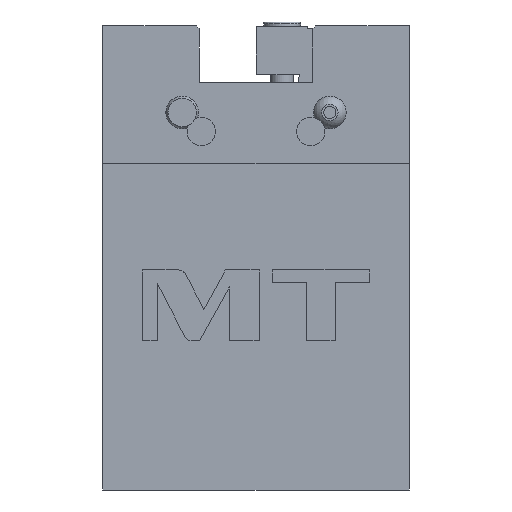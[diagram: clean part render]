
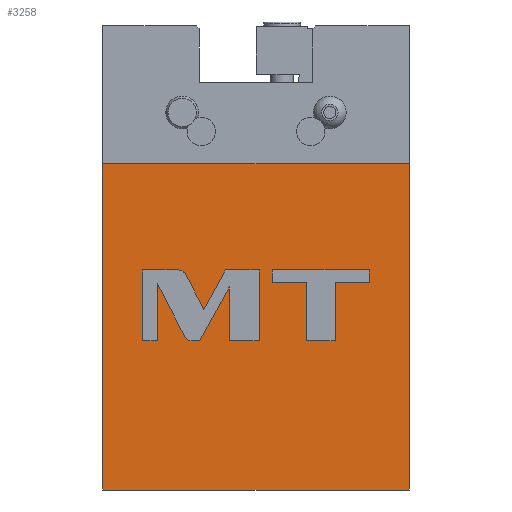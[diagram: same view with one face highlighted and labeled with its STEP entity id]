
A CAD part, left-side view. The second image highlights one B-rep face of the part: STEP entity #3258.
In plain terms, the highlighted planar face has unit normal (-1, 0, 0).
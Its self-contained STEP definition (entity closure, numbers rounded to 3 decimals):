
#444=DIRECTION('',(0.,0.,1.));
#445=VECTOR('',#444,115.);
#446=CARTESIAN_POINT('',(-36.,54.,-65.));
#447=LINE('',#446,#445);
#820=DIRECTION('',(0.,0.,1.));
#821=VECTOR('',#820,115.);
#822=CARTESIAN_POINT('',(-36.,-54.,-65.));
#823=LINE('',#822,#821);
#871=DIRECTION('',(0.,-1.,0.));
#872=VECTOR('',#871,108.);
#873=CARTESIAN_POINT('',(-36.,54.,-65.));
#874=LINE('',#873,#872);
#879=DIRECTION('',(0.,-1.,0.));
#880=VECTOR('',#879,108.);
#881=CARTESIAN_POINT('',(-36.,54.,50.));
#882=LINE('',#881,#880);
#883=CARTESIAN_POINT('',(-36.,24.713,10.872));
#884=CARTESIAN_POINT('',(-36.,25.232,11.876));
#885=CARTESIAN_POINT('',(-36.,26.257,12.5));
#886=CARTESIAN_POINT('',(-36.,27.387,12.5));
#888=DIRECTION('',(0.,1.,0.));
#889=VECTOR('',#888,12.568);
#890=CARTESIAN_POINT('',(-36.,27.387,12.5));
#891=LINE('',#890,#889);
#892=DIRECTION('',(0.,0.,-1.));
#893=VECTOR('',#892,25.);
#894=CARTESIAN_POINT('',(-36.,39.955,12.5));
#895=LINE('',#894,#893);
#896=DIRECTION('',(0.,-1.,0.));
#897=VECTOR('',#896,5.2);
#898=CARTESIAN_POINT('',(-36.,39.955,-12.5));
#899=LINE('',#898,#897);
#900=DIRECTION('',(0.,0.,1.));
#901=VECTOR('',#900,20.253);
#902=CARTESIAN_POINT('',(-36.,34.755,-12.5));
#903=LINE('',#902,#901);
#904=DIRECTION('',(0.,-0.459,-0.888));
#905=VECTOR('',#904,20.967);
#906=CARTESIAN_POINT('',(-36.,34.755,7.753));
#907=LINE('',#906,#905);
#908=CARTESIAN_POINT('',(-36.,25.125,-10.872));
#909=CARTESIAN_POINT('',(-36.,24.605,-11.877));
#910=CARTESIAN_POINT('',(-36.,23.579,-12.5));
#911=CARTESIAN_POINT('',(-36.,22.448,-12.5));
#913=DIRECTION('',(0.,-1.,0.));
#914=VECTOR('',#913,2.608);
#915=CARTESIAN_POINT('',(-36.,22.448,-12.5));
#916=LINE('',#915,#914);
#917=DIRECTION('',(0.,-0.481,0.877));
#918=VECTOR('',#917,21.691);
#919=CARTESIAN_POINT('',(-36.,19.84,-12.5));
#920=LINE('',#919,#918);
#921=DIRECTION('',(0.,0.,-1.));
#922=VECTOR('',#921,19.015);
#923=CARTESIAN_POINT('',(-36.,9.402,6.515));
#924=LINE('',#923,#922);
#925=DIRECTION('',(0.,-1.,0.));
#926=VECTOR('',#925,10.52);
#927=CARTESIAN_POINT('',(-36.,9.402,-12.5));
#928=LINE('',#927,#926);
#929=DIRECTION('',(0.,0.,1.));
#930=VECTOR('',#929,25.);
#931=CARTESIAN_POINT('',(-36.,-1.118,-12.5));
#932=LINE('',#931,#930);
#933=DIRECTION('',(0.,1.,0.));
#934=VECTOR('',#933,11.86);
#935=CARTESIAN_POINT('',(-36.,-1.118,12.5));
#936=LINE('',#935,#934);
#937=DIRECTION('',(0.,0.481,-0.877));
#938=VECTOR('',#937,15.851);
#939=CARTESIAN_POINT('',(-36.,10.742,12.5));
#940=LINE('',#939,#938);
#941=DIRECTION('',(0.,0.459,0.888));
#942=VECTOR('',#941,13.81);
#943=CARTESIAN_POINT('',(-36.,18.37,-1.395));
#944=LINE('',#943,#942);
#945=DIRECTION('',(0.,0.,-1.));
#946=VECTOR('',#945,20.743);
#947=CARTESIAN_POINT('',(-36.,-17.931,8.243));
#948=LINE('',#947,#946);
#949=DIRECTION('',(0.,-1.,0.));
#950=VECTOR('',#949,9.903);
#951=CARTESIAN_POINT('',(-36.,-17.931,-12.5));
#952=LINE('',#951,#950);
#953=DIRECTION('',(0.,0.,1.));
#954=VECTOR('',#953,20.743);
#955=CARTESIAN_POINT('',(-36.,-27.834,-12.5));
#956=LINE('',#955,#954);
#957=DIRECTION('',(0.,-1.,0.));
#958=VECTOR('',#957,12.12);
#959=CARTESIAN_POINT('',(-36.,-27.834,8.243));
#960=LINE('',#959,#958);
#961=DIRECTION('',(0.,0.,1.));
#962=VECTOR('',#961,4.257);
#963=CARTESIAN_POINT('',(-36.,-39.954,8.243));
#964=LINE('',#963,#962);
#965=DIRECTION('',(0.,1.,0.));
#966=VECTOR('',#965,34.143);
#967=CARTESIAN_POINT('',(-36.,-39.954,12.5));
#968=LINE('',#967,#966);
#969=DIRECTION('',(0.,0.,-1.));
#970=VECTOR('',#969,4.257);
#971=CARTESIAN_POINT('',(-36.,-5.811,12.5));
#972=LINE('',#971,#970);
#973=DIRECTION('',(0.,-1.,0.));
#974=VECTOR('',#973,12.12);
#975=CARTESIAN_POINT('',(-36.,-5.811,8.243));
#976=LINE('',#975,#974);
#1619=CARTESIAN_POINT('',(-36.,-54.,50.));
#1620=VERTEX_POINT('',#1619);
#1621=CARTESIAN_POINT('',(-36.,-54.,-65.));
#1622=VERTEX_POINT('',#1621);
#1623=CARTESIAN_POINT('',(-36.,54.,50.));
#1624=VERTEX_POINT('',#1623);
#1625=CARTESIAN_POINT('',(-36.,54.,-65.));
#1626=VERTEX_POINT('',#1625);
#2002=VERTEX_POINT('',#883);
#2003=VERTEX_POINT('',#886);
#2004=CARTESIAN_POINT('',(-36.,39.955,12.5));
#2005=VERTEX_POINT('',#2004);
#2006=CARTESIAN_POINT('',(-36.,39.955,-12.5));
#2007=VERTEX_POINT('',#2006);
#2008=CARTESIAN_POINT('',(-36.,34.755,-12.5));
#2009=VERTEX_POINT('',#2008);
#2010=CARTESIAN_POINT('',(-36.,34.755,7.753));
#2011=VERTEX_POINT('',#2010);
#2012=CARTESIAN_POINT('',(-36.,25.125,-10.872));
#2013=VERTEX_POINT('',#2012);
#2014=VERTEX_POINT('',#911);
#2015=CARTESIAN_POINT('',(-36.,19.84,-12.5));
#2016=VERTEX_POINT('',#2015);
#2017=CARTESIAN_POINT('',(-36.,9.402,6.515));
#2018=VERTEX_POINT('',#2017);
#2019=CARTESIAN_POINT('',(-36.,9.402,-12.5));
#2020=VERTEX_POINT('',#2019);
#2021=CARTESIAN_POINT('',(-36.,-1.118,-12.5));
#2022=VERTEX_POINT('',#2021);
#2023=CARTESIAN_POINT('',(-36.,-1.118,12.5));
#2024=VERTEX_POINT('',#2023);
#2025=CARTESIAN_POINT('',(-36.,10.742,12.5));
#2026=VERTEX_POINT('',#2025);
#2027=CARTESIAN_POINT('',(-36.,18.37,-1.395));
#2028=VERTEX_POINT('',#2027);
#2029=CARTESIAN_POINT('',(-36.,-17.931,8.243));
#2030=CARTESIAN_POINT('',(-36.,-17.931,-12.5));
#2031=VERTEX_POINT('',#2029);
#2032=VERTEX_POINT('',#2030);
#2033=CARTESIAN_POINT('',(-36.,-27.834,-12.5));
#2034=VERTEX_POINT('',#2033);
#2035=CARTESIAN_POINT('',(-36.,-27.834,8.243));
#2036=VERTEX_POINT('',#2035);
#2037=CARTESIAN_POINT('',(-36.,-39.954,8.243));
#2038=VERTEX_POINT('',#2037);
#2039=CARTESIAN_POINT('',(-36.,-39.954,12.5));
#2040=VERTEX_POINT('',#2039);
#2041=CARTESIAN_POINT('',(-36.,-5.811,12.5));
#2042=VERTEX_POINT('',#2041);
#2043=CARTESIAN_POINT('',(-36.,-5.811,8.243));
#2044=VERTEX_POINT('',#2043);
#3196=CARTESIAN_POINT('',(-36.,54.,50.));
#3197=DIRECTION('',(1.,0.,0.));
#3198=DIRECTION('',(0.,0.,-1.));
#3199=AXIS2_PLACEMENT_3D('',#3196,#3197,#3198);
#3200=PLANE('',#3199);
#3201=ORIENTED_EDGE('',*,*,#3102,.F.);
#3202=ORIENTED_EDGE('',*,*,#3188,.F.);
#3203=ORIENTED_EDGE('',*,*,#2558,.T.);
#3205=ORIENTED_EDGE('',*,*,#3204,.T.);
#3206=EDGE_LOOP('',(#3201,#3202,#3203,#3205));
#3207=FACE_OUTER_BOUND('',#3206,.F.);
#3209=ORIENTED_EDGE('',*,*,#3208,.T.);
#3211=ORIENTED_EDGE('',*,*,#3210,.T.);
#3213=ORIENTED_EDGE('',*,*,#3212,.T.);
#3215=ORIENTED_EDGE('',*,*,#3214,.T.);
#3217=ORIENTED_EDGE('',*,*,#3216,.T.);
#3219=ORIENTED_EDGE('',*,*,#3218,.T.);
#3221=ORIENTED_EDGE('',*,*,#3220,.T.);
#3223=ORIENTED_EDGE('',*,*,#3222,.T.);
#3225=ORIENTED_EDGE('',*,*,#3224,.T.);
#3227=ORIENTED_EDGE('',*,*,#3226,.T.);
#3229=ORIENTED_EDGE('',*,*,#3228,.T.);
#3231=ORIENTED_EDGE('',*,*,#3230,.T.);
#3233=ORIENTED_EDGE('',*,*,#3232,.T.);
#3235=ORIENTED_EDGE('',*,*,#3234,.T.);
#3237=ORIENTED_EDGE('',*,*,#3236,.T.);
#3238=EDGE_LOOP('',(#3209,#3211,#3213,#3215,#3217,#3219,#3221,#3223,#3225,#3227,
#3229,#3231,#3233,#3235,#3237));
#3239=FACE_BOUND('',#3238,.F.);
#3241=ORIENTED_EDGE('',*,*,#3240,.T.);
#3243=ORIENTED_EDGE('',*,*,#3242,.T.);
#3245=ORIENTED_EDGE('',*,*,#3244,.T.);
#3247=ORIENTED_EDGE('',*,*,#3246,.T.);
#3249=ORIENTED_EDGE('',*,*,#3248,.T.);
#3251=ORIENTED_EDGE('',*,*,#3250,.T.);
#3253=ORIENTED_EDGE('',*,*,#3252,.T.);
#3255=ORIENTED_EDGE('',*,*,#3254,.T.);
#3256=EDGE_LOOP('',(#3241,#3243,#3245,#3247,#3249,#3251,#3253,#3255));
#3257=FACE_BOUND('',#3256,.F.);
#3258=ADVANCED_FACE('',(#3207,#3239,#3257),#3200,.F.);
#887=B_SPLINE_CURVE_WITH_KNOTS('',3,(#883,#884,#885,#886),.UNSPECIFIED.,.F.,.F.,
(4,4),(0.,1.),.UNSPECIFIED.);
#912=B_SPLINE_CURVE_WITH_KNOTS('',3,(#908,#909,#910,#911),.UNSPECIFIED.,.F.,.F.,
(4,4),(0.,1.),.UNSPECIFIED.);
#2558=EDGE_CURVE('',#1626,#1624,#447,.T.);
#3102=EDGE_CURVE('',#1622,#1620,#823,.T.);
#3188=EDGE_CURVE('',#1626,#1622,#874,.T.);
#3204=EDGE_CURVE('',#1624,#1620,#882,.T.);
#3208=EDGE_CURVE('',#2002,#2003,#887,.T.);
#3210=EDGE_CURVE('',#2003,#2005,#891,.T.);
#3212=EDGE_CURVE('',#2005,#2007,#895,.T.);
#3214=EDGE_CURVE('',#2007,#2009,#899,.T.);
#3216=EDGE_CURVE('',#2009,#2011,#903,.T.);
#3218=EDGE_CURVE('',#2011,#2013,#907,.T.);
#3220=EDGE_CURVE('',#2013,#2014,#912,.T.);
#3222=EDGE_CURVE('',#2014,#2016,#916,.T.);
#3224=EDGE_CURVE('',#2016,#2018,#920,.T.);
#3226=EDGE_CURVE('',#2018,#2020,#924,.T.);
#3228=EDGE_CURVE('',#2020,#2022,#928,.T.);
#3230=EDGE_CURVE('',#2022,#2024,#932,.T.);
#3232=EDGE_CURVE('',#2024,#2026,#936,.T.);
#3234=EDGE_CURVE('',#2026,#2028,#940,.T.);
#3236=EDGE_CURVE('',#2028,#2002,#944,.T.);
#3240=EDGE_CURVE('',#2031,#2032,#948,.T.);
#3242=EDGE_CURVE('',#2032,#2034,#952,.T.);
#3244=EDGE_CURVE('',#2034,#2036,#956,.T.);
#3246=EDGE_CURVE('',#2036,#2038,#960,.T.);
#3248=EDGE_CURVE('',#2038,#2040,#964,.T.);
#3250=EDGE_CURVE('',#2040,#2042,#968,.T.);
#3252=EDGE_CURVE('',#2042,#2044,#972,.T.);
#3254=EDGE_CURVE('',#2044,#2031,#976,.T.);
